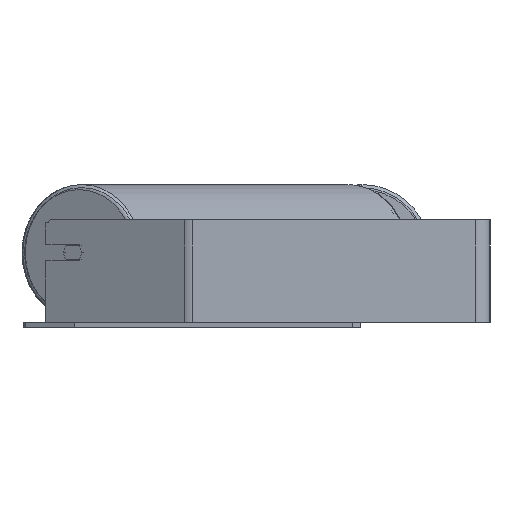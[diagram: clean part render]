
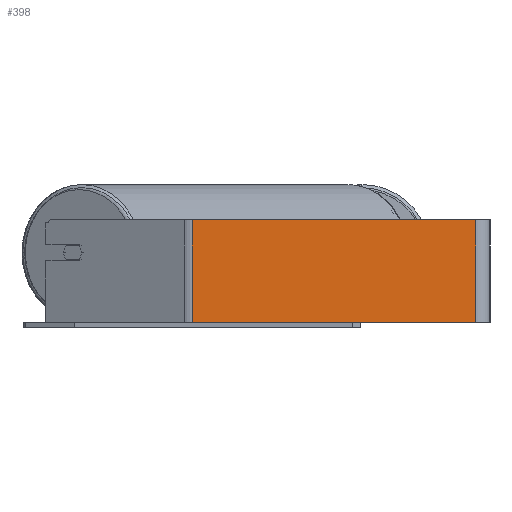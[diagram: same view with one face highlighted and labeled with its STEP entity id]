
A CAD part, left-side view. The second image highlights one B-rep face of the part: STEP entity #398.
In plain terms, the highlighted planar face has unit normal (-1, 0, 0).
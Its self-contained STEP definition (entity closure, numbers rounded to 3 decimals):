
#117 = ORIENTED_EDGE ( 'NONE', *, *, #3095, .T. ) ;
#398 = ADVANCED_FACE ( 'NONE', ( #6504 ), #6781, .F. ) ;
#1771 = EDGE_CURVE ( 'NONE', #4405, #9056, #2821, .T. ) ;
#2268 = VERTEX_POINT ( 'NONE', #8740 ) ;
#2430 = DIRECTION ( 'NONE',  ( 0., 0., -1. ) ) ;
#2521 = EDGE_CURVE ( 'NONE', #9056, #2268, #2930, .T. ) ;
#2821 = LINE ( 'NONE', #5645, #5168 ) ;
#2840 = CARTESIAN_POINT ( 'NONE',  ( -840., 14., 50. ) ) ;
#2930 = LINE ( 'NONE', #2840, #3530 ) ;
#3095 = EDGE_CURVE ( 'NONE', #7327, #2268, #7587, .T. ) ;
#3174 = DIRECTION ( 'NONE',  ( 0., -1., 0. ) ) ;
#3530 = VECTOR ( 'NONE', #7331, 1000. ) ;
#3798 = DIRECTION ( 'NONE',  ( 1., 0., 0. ) ) ;
#4405 = VERTEX_POINT ( 'NONE', #7643 ) ;
#4606 = VECTOR ( 'NONE', #8220, 1000. ) ;
#5168 = VECTOR ( 'NONE', #6269, 1000. ) ;
#5314 = CARTESIAN_POINT ( 'NONE',  ( -840., 290.764, 50. ) ) ;
#5315 = VECTOR ( 'NONE', #3174, 1000. ) ;
#5414 = ORIENTED_EDGE ( 'NONE', *, *, #2521, .F. ) ;
#5514 = CARTESIAN_POINT ( 'NONE',  ( -840., 14., 50. ) ) ;
#5645 = CARTESIAN_POINT ( 'NONE',  ( -840., 294.516, 50. ) ) ;
#6269 = DIRECTION ( 'NONE',  ( 0., -1., 0. ) ) ;
#6460 = EDGE_LOOP ( 'NONE', ( #117, #5414, #9170, #8353 ) ) ;
#6504 = FACE_OUTER_BOUND ( 'NONE', #6460, .T. ) ;
#6746 = CARTESIAN_POINT ( 'NONE',  ( -840., 294.516, 50. ) ) ;
#6781 = PLANE ( 'NONE',  #7421 ) ;
#7327 = VERTEX_POINT ( 'NONE', #7426 ) ;
#7331 = DIRECTION ( 'NONE',  ( 0., 0., -1. ) ) ;
#7421 = AXIS2_PLACEMENT_3D ( 'NONE', #6746, #3798, #2430 ) ;
#7426 = CARTESIAN_POINT ( 'NONE',  ( -840., 290.764, -50. ) ) ;
#7587 = LINE ( 'NONE', #7640, #5315 ) ;
#7640 = CARTESIAN_POINT ( 'NONE',  ( -840., 294.516, -50. ) ) ;
#7643 = CARTESIAN_POINT ( 'NONE',  ( -840., 290.764, 50. ) ) ;
#7660 = EDGE_CURVE ( 'NONE', #4405, #7327, #8166, .T. ) ;
#8166 = LINE ( 'NONE', #5314, #4606 ) ;
#8220 = DIRECTION ( 'NONE',  ( 0., 0., -1. ) ) ;
#8353 = ORIENTED_EDGE ( 'NONE', *, *, #7660, .T. ) ;
#8740 = CARTESIAN_POINT ( 'NONE',  ( -840., 14., -50. ) ) ;
#9056 = VERTEX_POINT ( 'NONE', #5514 ) ;
#9170 = ORIENTED_EDGE ( 'NONE', *, *, #1771, .F. ) ;
